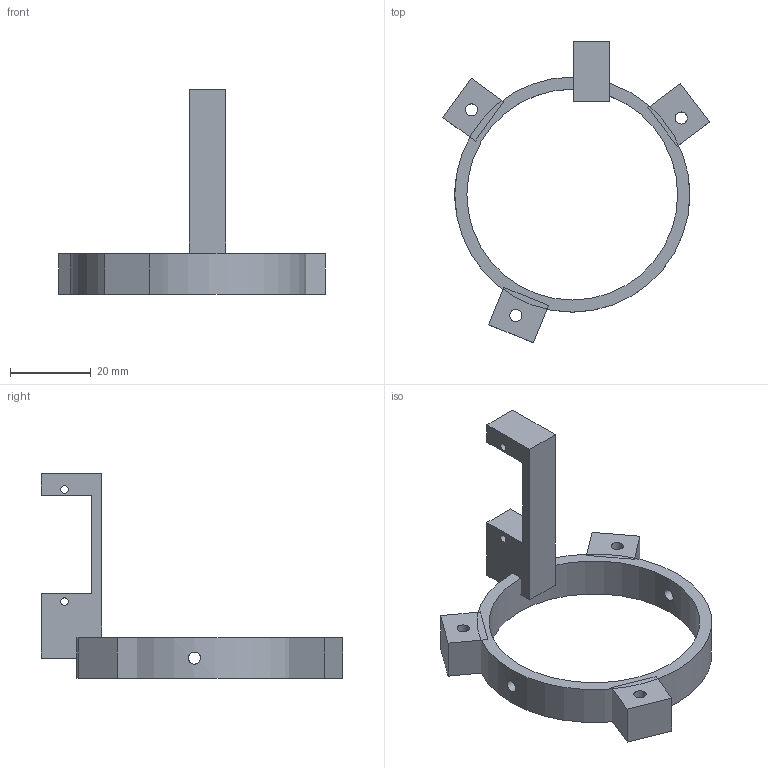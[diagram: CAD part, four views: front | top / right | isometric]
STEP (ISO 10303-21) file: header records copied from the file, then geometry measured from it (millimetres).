
FILE_DESCRIPTION(('FreeCAD Model'),'2;1');
FILE_NAME('partC-Yservo.step', '2021-03-07T17:36:55',('Author'),(''), 'Open CASCADE STEP processor 7.3','FreeCAD','Unknown');
FILE_SCHEMA(('AUTOMOTIVE_DESIGN { 1 0 10303 214 1 1 1 1 }'));
Length unit declared in the file: millimetre
Products named in the file (3): C-Bracket2WithScrewHoles; C-Servo2Holder; C-MountBlocksWithScrewHoles
Bounding box: 66.13 x 74.77 x 50.7 mm (x, y, z)
Volume: 11845.1 mm3; surface area: 8991.4 mm2
Topology: 5 solids, 5 shells, 46 faces, 108 edges, 70 vertices
Faces by surface type: plane 37, cylinder 9
Full cylindrical faces by diameter (mm): 1.9 x2, 3 x5, 52.3 x1, 58.3 x1
Entity records: 4094 total; most frequent: CARTESIAN_POINT 1559, DIRECTION 380, LINE 246, VECTOR 246, ORIENTED_EDGE 216, PCURVE 216, DEFINITIONAL_REPRESENTATION 216, EDGE_CURVE 108
